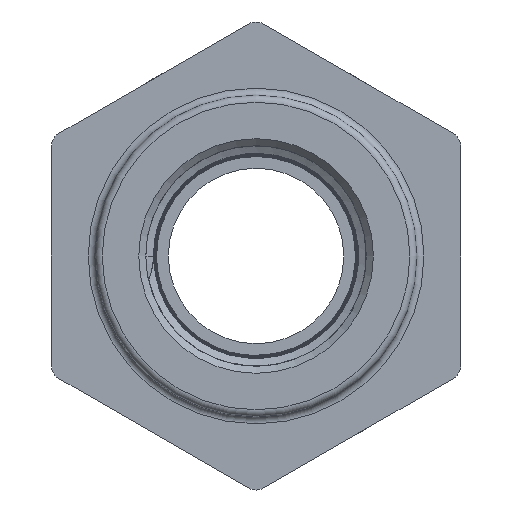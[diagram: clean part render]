
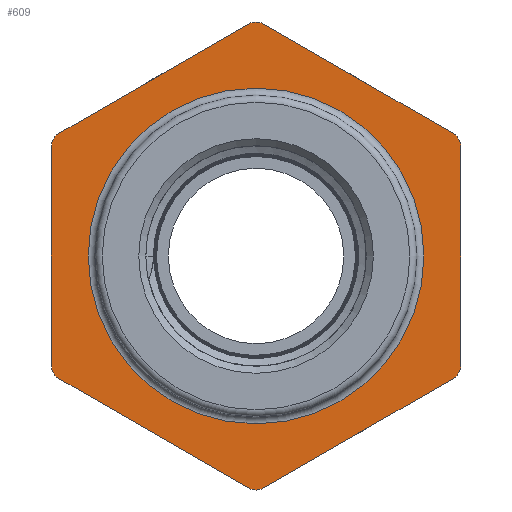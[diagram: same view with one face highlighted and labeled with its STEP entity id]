
A CAD part, left-side view. The second image highlights one B-rep face of the part: STEP entity #609.
In plain terms, the highlighted planar face has unit normal (-1, 0, 0).
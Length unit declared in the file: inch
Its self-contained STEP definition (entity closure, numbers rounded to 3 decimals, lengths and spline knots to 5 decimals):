
#49=LINE($,#904,#81);
#50=LINE($,#908,#82);
#51=LINE($,#912,#83);
#52=LINE($,#916,#84);
#53=LINE($,#920,#85);
#54=LINE($,#923,#86);
#81=VECTOR($,#736,1.87061);
#82=VECTOR($,#739,1.87061);
#83=VECTOR($,#742,1.87061);
#84=VECTOR($,#745,1.87061);
#85=VECTOR($,#748,1.87061);
#86=VECTOR($,#751,1.87061);
#113=PLANE($,#657);
#139=FACE_BOUND($,#200,.T.);
#158=FACE_OUTER_BOUND($,#199,.T.);
#199=EDGE_LOOP($,(#435,#436,#437,#438,#439,#440,#441,#442,#443,#444,#445,
#446));
#200=EDGE_LOOP($,(#447));
#254=CIRCLE($,#654,1.435);
#256=CIRCLE($,#658,0.13);
#257=CIRCLE($,#659,0.13);
#258=CIRCLE($,#660,0.13);
#259=CIRCLE($,#661,0.13);
#260=CIRCLE($,#662,0.13);
#261=CIRCLE($,#663,0.13);
#286=VERTEX_POINT($,#894);
#288=VERTEX_POINT($,#900);
#289=VERTEX_POINT($,#901);
#290=VERTEX_POINT($,#903);
#291=VERTEX_POINT($,#905);
#292=VERTEX_POINT($,#907);
#293=VERTEX_POINT($,#909);
#294=VERTEX_POINT($,#911);
#295=VERTEX_POINT($,#913);
#296=VERTEX_POINT($,#915);
#297=VERTEX_POINT($,#917);
#298=VERTEX_POINT($,#919);
#299=VERTEX_POINT($,#921);
#346=EDGE_CURVE($,#286,#286,#254,.T.);
#348=EDGE_CURVE($,#288,#289,#256,.T.);
#349=EDGE_CURVE($,#290,#288,#49,.T.);
#350=EDGE_CURVE($,#291,#290,#257,.T.);
#351=EDGE_CURVE($,#292,#291,#50,.T.);
#352=EDGE_CURVE($,#293,#292,#258,.T.);
#353=EDGE_CURVE($,#294,#293,#51,.T.);
#354=EDGE_CURVE($,#295,#294,#259,.T.);
#355=EDGE_CURVE($,#296,#295,#52,.T.);
#356=EDGE_CURVE($,#297,#296,#260,.T.);
#357=EDGE_CURVE($,#298,#297,#53,.T.);
#358=EDGE_CURVE($,#299,#298,#261,.T.);
#359=EDGE_CURVE($,#289,#299,#54,.T.);
#435=ORIENTED_EDGE($,*,*,#348,.F.);
#436=ORIENTED_EDGE($,*,*,#349,.F.);
#437=ORIENTED_EDGE($,*,*,#350,.F.);
#438=ORIENTED_EDGE($,*,*,#351,.F.);
#439=ORIENTED_EDGE($,*,*,#352,.F.);
#440=ORIENTED_EDGE($,*,*,#353,.F.);
#441=ORIENTED_EDGE($,*,*,#354,.F.);
#442=ORIENTED_EDGE($,*,*,#355,.F.);
#443=ORIENTED_EDGE($,*,*,#356,.F.);
#444=ORIENTED_EDGE($,*,*,#357,.F.);
#445=ORIENTED_EDGE($,*,*,#358,.F.);
#446=ORIENTED_EDGE($,*,*,#359,.F.);
#447=ORIENTED_EDGE($,*,*,#346,.F.);
#609=ADVANCED_FACE($,(#158,#139),#113,.T.);
#654=AXIS2_PLACEMENT_3D($,#895,#726,#727);
#657=AXIS2_PLACEMENT_3D($,#899,#732,#733);
#658=AXIS2_PLACEMENT_3D($,#902,#734,#735);
#659=AXIS2_PLACEMENT_3D($,#906,#737,#738);
#660=AXIS2_PLACEMENT_3D($,#910,#740,#741);
#661=AXIS2_PLACEMENT_3D($,#914,#743,#744);
#662=AXIS2_PLACEMENT_3D($,#918,#746,#747);
#663=AXIS2_PLACEMENT_3D($,#922,#749,#750);
#726=DIRECTION('center_axis',(-1.,0.,0.));
#727=DIRECTION('ref_axis',(0.,-1.,0.));
#732=DIRECTION('center_axis',(-1.,0.,0.));
#733=DIRECTION('ref_axis',(0.,0.,1.));
#734=DIRECTION('center_axis',(1.,0.,0.));
#735=DIRECTION('ref_axis',(0.,0.866,0.5));
#736=DIRECTION($,(0.,0.,1.));
#737=DIRECTION('center_axis',(1.,0.,0.));
#738=DIRECTION('ref_axis',(0.,0.866,-0.5));
#739=DIRECTION($,(0.,0.866,0.5));
#740=DIRECTION('center_axis',(1.,0.,0.));
#741=DIRECTION('ref_axis',(0.,0.,-1.));
#742=DIRECTION($,(0.,0.866,-0.5));
#743=DIRECTION('center_axis',(1.,0.,0.));
#744=DIRECTION('ref_axis',(0.,-0.866,-0.5));
#745=DIRECTION($,(0.,0.,-1.));
#746=DIRECTION('center_axis',(1.,0.,0.));
#747=DIRECTION('ref_axis',(0.,-0.866,0.5));
#748=DIRECTION($,(0.,-0.866,-0.5));
#749=DIRECTION('center_axis',(1.,0.,0.));
#750=DIRECTION('ref_axis',(0.,0.,1.));
#751=DIRECTION($,(0.,-0.866,0.5));
#894=CARTESIAN_POINT('',(0.26,1.435,0.));
#895=CARTESIAN_POINT('Origin',(0.26,0.,0.));
#899=CARTESIAN_POINT('Origin',(0.26,1.5625,0.));
#900=CARTESIAN_POINT('',(0.26,1.75,0.93531));
#901=CARTESIAN_POINT('',(0.26,1.685,1.04789));
#902=CARTESIAN_POINT('Origin',(0.26,1.62,0.93531));
#903=CARTESIAN_POINT('',(0.26,1.75,-0.93531));
#904=CARTESIAN_POINT($,(0.26,1.75,0.50518));
#905=CARTESIAN_POINT('',(0.26,1.685,-1.04789));
#906=CARTESIAN_POINT('Origin',(0.26,1.62,-0.93531));
#907=CARTESIAN_POINT('',(0.26,0.065,-1.9832));
#908=CARTESIAN_POINT($,(0.26,1.3125,-1.26295));
#909=CARTESIAN_POINT('',(0.26,-0.065,-1.9832));
#910=CARTESIAN_POINT('Origin',(0.26,0.,-1.87061));
#911=CARTESIAN_POINT('',(0.26,-1.685,-1.04789));
#912=CARTESIAN_POINT($,(0.26,-0.4375,-1.76814));
#913=CARTESIAN_POINT('',(0.26,-1.75,-0.93531));
#914=CARTESIAN_POINT('Origin',(0.26,-1.62,-0.93531));
#915=CARTESIAN_POINT('',(0.26,-1.75,0.93531));
#916=CARTESIAN_POINT($,(0.26,-1.75,-0.50518));
#917=CARTESIAN_POINT('',(0.26,-1.685,1.04789));
#918=CARTESIAN_POINT('Origin',(0.26,-1.62,0.93531));
#919=CARTESIAN_POINT('',(0.26,-0.065,1.9832));
#920=CARTESIAN_POINT($,(0.26,-1.3125,1.26295));
#921=CARTESIAN_POINT('',(0.26,0.065,1.9832));
#922=CARTESIAN_POINT('Origin',(0.26,0.,1.87061));
#923=CARTESIAN_POINT($,(0.26,0.4375,1.76814));
